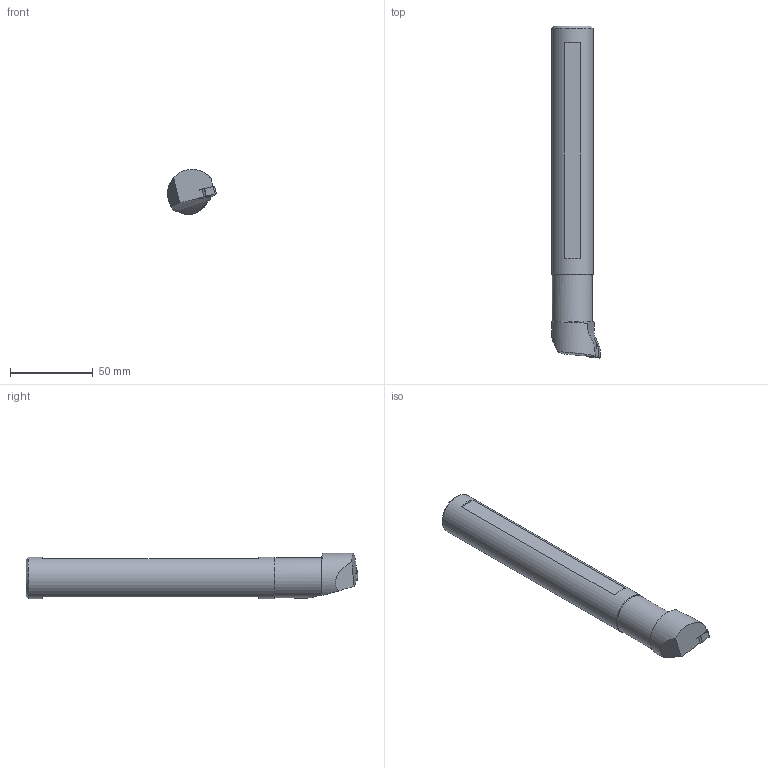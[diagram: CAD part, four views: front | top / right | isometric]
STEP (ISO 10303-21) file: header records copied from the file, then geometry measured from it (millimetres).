
FILE_DESCRIPTION(/* description */ (''),/* implementation_level */ '2;1');
FILE_NAME(/* name */ 'A25R-PWLNL06.stp',/* time_stamp */ '2023-01-04T13:58:12+01:00',/* author */ (''),/* organization */ (''),/* preprocessor_version */ 'ST-DEVELOPER v16.7',/* originating_system */ 'SIEMENS PLM Software NX 12.0',/* authorisation */ '');
FILE_SCHEMA (('AUTOMOTIVE_DESIGN { 1 0 10303 214 3 1 1 1 }'));
Length unit declared in the file: millimetre
Products named in the file (1): kl6244A817E2y5eo
Bounding box: 29.48 x 199.99 x 27.24 mm (x, y, z)
Volume: 92782.5 mm3; surface area: 16756.3 mm2
Topology: 2 solids, 2 shells, 47 faces, 115 edges, 75 vertices
Faces by surface type: plane 26, cylinder 12, cone 8, bspline 1
Full cylindrical faces by diameter (mm): 3 x1, 3.18 x1, 24.3 x1, 25 x1
Entity records: 1393 total; most frequent: CARTESIAN_POINT 294, DIRECTION 223, ORIENTED_EDGE 202, EDGE_CURVE 101, AXIS2_PLACEMENT_3D 86, VERTEX_POINT 72, EDGE_LOOP 62, LINE 51
